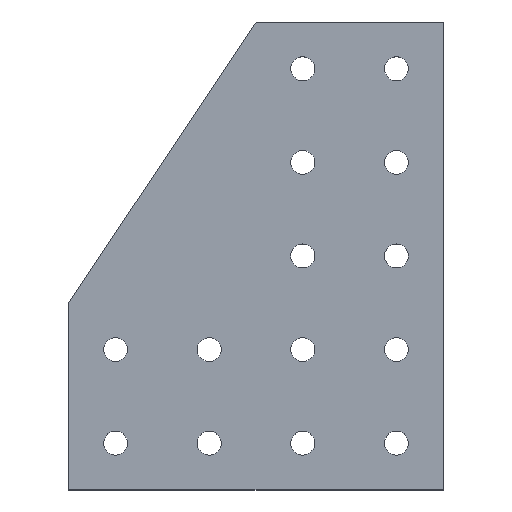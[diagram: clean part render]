
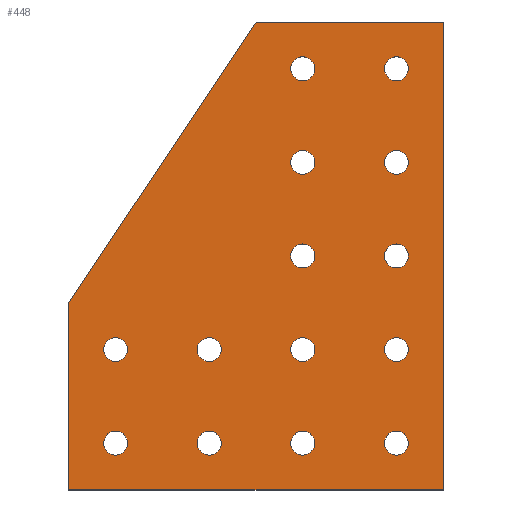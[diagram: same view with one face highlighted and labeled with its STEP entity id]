
A CAD part, top view. The second image highlights one B-rep face of the part: STEP entity #448.
In plain terms, the highlighted planar face has unit normal (0, 0, 1).
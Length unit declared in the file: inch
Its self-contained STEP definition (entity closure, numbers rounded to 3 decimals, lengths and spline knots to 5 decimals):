
#15=FACE_BOUND('',#91,.T.);
#16=FACE_BOUND('',#92,.T.);
#17=FACE_BOUND('',#93,.T.);
#18=FACE_BOUND('',#94,.T.);
#19=FACE_BOUND('',#95,.T.);
#20=FACE_BOUND('',#96,.T.);
#21=FACE_BOUND('',#97,.T.);
#22=FACE_BOUND('',#98,.T.);
#23=FACE_BOUND('',#99,.T.);
#24=FACE_BOUND('',#100,.T.);
#25=FACE_BOUND('',#101,.T.);
#26=FACE_BOUND('',#102,.T.);
#27=FACE_BOUND('',#103,.T.);
#28=FACE_BOUND('',#104,.T.);
#48=PLANE('',#517);
#69=FACE_OUTER_BOUND('',#90,.T.);
#90=EDGE_LOOP('',(#377,#378,#379,#380,#381));
#91=EDGE_LOOP('',(#382));
#92=EDGE_LOOP('',(#383));
#93=EDGE_LOOP('',(#384));
#94=EDGE_LOOP('',(#385));
#95=EDGE_LOOP('',(#386));
#96=EDGE_LOOP('',(#387));
#97=EDGE_LOOP('',(#388));
#98=EDGE_LOOP('',(#389));
#99=EDGE_LOOP('',(#390));
#100=EDGE_LOOP('',(#391));
#101=EDGE_LOOP('',(#392));
#102=EDGE_LOOP('',(#393));
#103=EDGE_LOOP('',(#394));
#104=EDGE_LOOP('',(#395));
#136=LINE('',#740,#165);
#139=LINE('',#746,#168);
#142=LINE('',#752,#171);
#145=LINE('',#758,#174);
#148=LINE('',#762,#177);
#165=VECTOR('',#623,0.3937);
#168=VECTOR('',#628,0.3937);
#171=VECTOR('',#633,0.3937);
#174=VECTOR('',#638,0.3937);
#177=VECTOR('',#643,0.3937);
#178=CIRCLE('',#471,0.128);
#180=CIRCLE('',#474,0.128);
#182=CIRCLE('',#477,0.128);
#184=CIRCLE('',#480,0.128);
#186=CIRCLE('',#483,0.128);
#188=CIRCLE('',#486,0.128);
#190=CIRCLE('',#489,0.128);
#192=CIRCLE('',#492,0.128);
#194=CIRCLE('',#495,0.128);
#196=CIRCLE('',#498,0.128);
#198=CIRCLE('',#501,0.128);
#200=CIRCLE('',#504,0.128);
#202=CIRCLE('',#507,0.128);
#204=CIRCLE('',#510,0.128);
#206=VERTEX_POINT('',#650);
#208=VERTEX_POINT('',#656);
#210=VERTEX_POINT('',#662);
#212=VERTEX_POINT('',#668);
#214=VERTEX_POINT('',#674);
#216=VERTEX_POINT('',#680);
#218=VERTEX_POINT('',#686);
#220=VERTEX_POINT('',#692);
#222=VERTEX_POINT('',#698);
#224=VERTEX_POINT('',#704);
#226=VERTEX_POINT('',#710);
#228=VERTEX_POINT('',#716);
#230=VERTEX_POINT('',#722);
#232=VERTEX_POINT('',#728);
#236=VERTEX_POINT('',#737);
#237=VERTEX_POINT('',#739);
#239=VERTEX_POINT('',#745);
#241=VERTEX_POINT('',#751);
#243=VERTEX_POINT('',#757);
#244=EDGE_CURVE('',#206,#206,#178,.T.);
#247=EDGE_CURVE('',#208,#208,#180,.T.);
#250=EDGE_CURVE('',#210,#210,#182,.T.);
#253=EDGE_CURVE('',#212,#212,#184,.T.);
#256=EDGE_CURVE('',#214,#214,#186,.T.);
#259=EDGE_CURVE('',#216,#216,#188,.T.);
#262=EDGE_CURVE('',#218,#218,#190,.T.);
#265=EDGE_CURVE('',#220,#220,#192,.T.);
#268=EDGE_CURVE('',#222,#222,#194,.T.);
#271=EDGE_CURVE('',#224,#224,#196,.T.);
#274=EDGE_CURVE('',#226,#226,#198,.T.);
#277=EDGE_CURVE('',#228,#228,#200,.T.);
#280=EDGE_CURVE('',#230,#230,#202,.T.);
#283=EDGE_CURVE('',#232,#232,#204,.T.);
#288=EDGE_CURVE('',#237,#236,#136,.T.);
#291=EDGE_CURVE('',#239,#237,#139,.T.);
#294=EDGE_CURVE('',#241,#239,#142,.T.);
#297=EDGE_CURVE('',#243,#241,#145,.T.);
#300=EDGE_CURVE('',#236,#243,#148,.T.);
#377=ORIENTED_EDGE('',*,*,#300,.T.);
#378=ORIENTED_EDGE('',*,*,#297,.T.);
#379=ORIENTED_EDGE('',*,*,#294,.T.);
#380=ORIENTED_EDGE('',*,*,#291,.T.);
#381=ORIENTED_EDGE('',*,*,#288,.T.);
#382=ORIENTED_EDGE('',*,*,#283,.T.);
#383=ORIENTED_EDGE('',*,*,#280,.T.);
#384=ORIENTED_EDGE('',*,*,#277,.T.);
#385=ORIENTED_EDGE('',*,*,#274,.T.);
#386=ORIENTED_EDGE('',*,*,#271,.T.);
#387=ORIENTED_EDGE('',*,*,#268,.T.);
#388=ORIENTED_EDGE('',*,*,#265,.T.);
#389=ORIENTED_EDGE('',*,*,#262,.T.);
#390=ORIENTED_EDGE('',*,*,#259,.T.);
#391=ORIENTED_EDGE('',*,*,#256,.T.);
#392=ORIENTED_EDGE('',*,*,#253,.T.);
#393=ORIENTED_EDGE('',*,*,#250,.T.);
#394=ORIENTED_EDGE('',*,*,#247,.T.);
#395=ORIENTED_EDGE('',*,*,#244,.T.);
#448=ADVANCED_FACE('',(#69,#15,#16,#17,#18,#19,#20,#21,#22,#23,#24,#25,
#26,#27,#28),#48,.T.);
#471=AXIS2_PLACEMENT_3D('',#651,#523,#524);
#474=AXIS2_PLACEMENT_3D('',#657,#530,#531);
#477=AXIS2_PLACEMENT_3D('',#663,#537,#538);
#480=AXIS2_PLACEMENT_3D('',#669,#544,#545);
#483=AXIS2_PLACEMENT_3D('',#675,#551,#552);
#486=AXIS2_PLACEMENT_3D('',#681,#558,#559);
#489=AXIS2_PLACEMENT_3D('',#687,#565,#566);
#492=AXIS2_PLACEMENT_3D('',#693,#572,#573);
#495=AXIS2_PLACEMENT_3D('',#699,#579,#580);
#498=AXIS2_PLACEMENT_3D('',#705,#586,#587);
#501=AXIS2_PLACEMENT_3D('',#711,#593,#594);
#504=AXIS2_PLACEMENT_3D('',#717,#600,#601);
#507=AXIS2_PLACEMENT_3D('',#723,#607,#608);
#510=AXIS2_PLACEMENT_3D('',#729,#614,#615);
#517=AXIS2_PLACEMENT_3D('',#763,#644,#645);
#523=DIRECTION('center_axis',(0.,0.,-1.));
#524=DIRECTION('ref_axis',(-1.,0.,0.));
#530=DIRECTION('center_axis',(0.,0.,-1.));
#531=DIRECTION('ref_axis',(-1.,0.,0.));
#537=DIRECTION('center_axis',(0.,0.,-1.));
#538=DIRECTION('ref_axis',(-1.,0.,0.));
#544=DIRECTION('center_axis',(0.,0.,-1.));
#545=DIRECTION('ref_axis',(-1.,0.,0.));
#551=DIRECTION('center_axis',(0.,0.,-1.));
#552=DIRECTION('ref_axis',(-1.,0.,0.));
#558=DIRECTION('center_axis',(0.,0.,-1.));
#559=DIRECTION('ref_axis',(-1.,0.,0.));
#565=DIRECTION('center_axis',(0.,0.,-1.));
#566=DIRECTION('ref_axis',(-1.,0.,0.));
#572=DIRECTION('center_axis',(0.,0.,-1.));
#573=DIRECTION('ref_axis',(-1.,0.,0.));
#579=DIRECTION('center_axis',(0.,0.,-1.));
#580=DIRECTION('ref_axis',(-1.,0.,0.));
#586=DIRECTION('center_axis',(0.,0.,-1.));
#587=DIRECTION('ref_axis',(-1.,0.,0.));
#593=DIRECTION('center_axis',(0.,0.,-1.));
#594=DIRECTION('ref_axis',(-1.,0.,0.));
#600=DIRECTION('center_axis',(0.,0.,-1.));
#601=DIRECTION('ref_axis',(-1.,0.,0.));
#607=DIRECTION('center_axis',(0.,0.,-1.));
#608=DIRECTION('ref_axis',(-1.,0.,0.));
#614=DIRECTION('center_axis',(0.,0.,-1.));
#615=DIRECTION('ref_axis',(-1.,0.,0.));
#623=DIRECTION('',(0.,1.,0.));
#628=DIRECTION('',(1.,0.,0.));
#633=DIRECTION('',(0.,-1.,0.));
#638=DIRECTION('',(-0.555,-0.832,0.));
#643=DIRECTION('',(-1.,0.,0.));
#644=DIRECTION('center_axis',(0.,0.,1.));
#645=DIRECTION('ref_axis',(1.,0.,0.));
#650=CARTESIAN_POINT('',(2.628,4.5,0.25));
#651=CARTESIAN_POINT('Origin',(2.5,4.5,0.25));
#656=CARTESIAN_POINT('',(2.628,3.5,0.25));
#657=CARTESIAN_POINT('Origin',(2.5,3.5,0.25));
#662=CARTESIAN_POINT('',(2.628,2.5,0.25));
#663=CARTESIAN_POINT('Origin',(2.5,2.5,0.25));
#668=CARTESIAN_POINT('',(0.628,0.5,0.25));
#669=CARTESIAN_POINT('Origin',(0.5,0.5,0.25));
#674=CARTESIAN_POINT('',(1.628,0.5,0.25));
#675=CARTESIAN_POINT('Origin',(1.5,0.5,0.25));
#680=CARTESIAN_POINT('',(2.628,0.5,0.25));
#681=CARTESIAN_POINT('Origin',(2.5,0.5,0.25));
#686=CARTESIAN_POINT('',(3.628,0.5,0.25));
#687=CARTESIAN_POINT('Origin',(3.5,0.5,0.25));
#692=CARTESIAN_POINT('',(0.628,1.5,0.25));
#693=CARTESIAN_POINT('Origin',(0.5,1.5,0.25));
#698=CARTESIAN_POINT('',(1.628,1.5,0.25));
#699=CARTESIAN_POINT('Origin',(1.5,1.5,0.25));
#704=CARTESIAN_POINT('',(2.628,1.5,0.25));
#705=CARTESIAN_POINT('Origin',(2.5,1.5,0.25));
#710=CARTESIAN_POINT('',(3.628,1.5,0.25));
#711=CARTESIAN_POINT('Origin',(3.5,1.5,0.25));
#716=CARTESIAN_POINT('',(3.628,2.5,0.25));
#717=CARTESIAN_POINT('Origin',(3.5,2.5,0.25));
#722=CARTESIAN_POINT('',(3.628,3.5,0.25));
#723=CARTESIAN_POINT('Origin',(3.5,3.5,0.25));
#728=CARTESIAN_POINT('',(3.628,4.5,0.25));
#729=CARTESIAN_POINT('Origin',(3.5,4.5,0.25));
#737=CARTESIAN_POINT('',(4.,5.,0.25));
#739=CARTESIAN_POINT('',(4.,0.,0.25));
#740=CARTESIAN_POINT('',(4.,0.,0.25));
#745=CARTESIAN_POINT('',(0.,0.,0.25));
#746=CARTESIAN_POINT('',(0.,0.,0.25));
#751=CARTESIAN_POINT('',(0.,2.,0.25));
#752=CARTESIAN_POINT('',(0.,2.,0.25));
#757=CARTESIAN_POINT('',(2.,5.,0.25));
#758=CARTESIAN_POINT('',(2.,5.,0.25));
#762=CARTESIAN_POINT('',(4.,5.,0.25));
#763=CARTESIAN_POINT('Origin',(2.,2.5,0.25));
